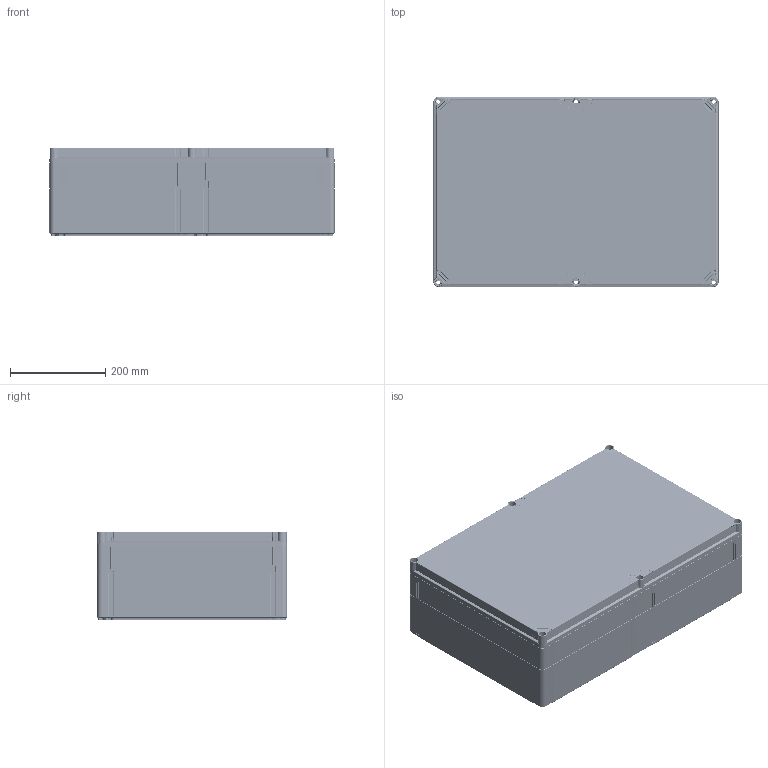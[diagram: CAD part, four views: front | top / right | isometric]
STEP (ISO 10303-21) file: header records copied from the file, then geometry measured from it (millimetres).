
FILE_DESCRIPTION((''),'2;1');
FILE_NAME('OPCP406018G_ASM','2010-04-19T',('pasi_koskela'),(''),'PRO/ENGINEER BY PARAMETRIC TECHNOLOGY CORPORATION, 2008250','PRO/ENGINEER BY PARAMETRIC TECHNOLOGY CORPORATION, 2008250','');
FILE_SCHEMA(('AUTOMOTIVE_DESIGN_CC2 { 1 2 10303 214 -1 1 5 2 }'));
Products named in the file (4): OPCP406010B; OPCG406003L; OPCP406006E; OPCP406018G_ASM
Assembly tree (3 placements, depth 2):
  OPCP406018G_ASM
    OPCP406010B
    OPCG406003L
    OPCP406006E
Bounding box: 600 x 400 x 187 mm (x, y, z)
Volume: 3765703.6 mm3; surface area: 2021496.2 mm2
Topology: 3 solids, 3 shells, 8257 faces, 21008 edges, 13017 vertices
Faces by surface type: plane 3471, cylinder 1782, cone 1400, torus 1056, bspline 495, sphere 53
Entity records: 347065 total; most frequent: CARTESIAN_POINT 87576, ORIENTED_EDGE 41938, DIRECTION 40291, PRESENTATION_STYLE_ASSIGNMENT 20972, STYLED_ITEM 20972, CURVE_STYLE 20969, EDGE_CURVE 20969, AXIS2_PLACEMENT_3D 14500
